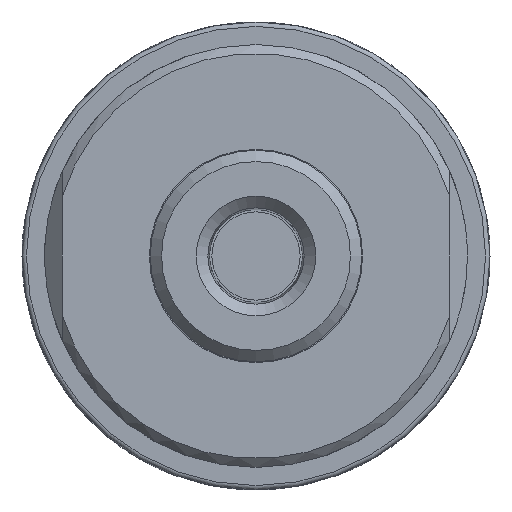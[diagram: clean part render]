
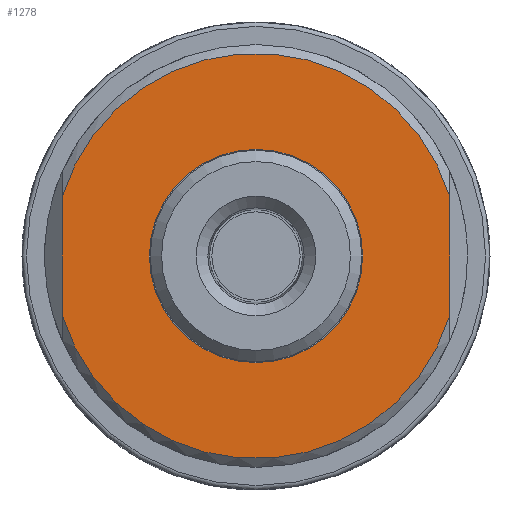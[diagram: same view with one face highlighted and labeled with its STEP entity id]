
A CAD part, left-side view. The second image highlights one B-rep face of the part: STEP entity #1278.
In plain terms, the highlighted planar face has unit normal (-1, 0, 0).
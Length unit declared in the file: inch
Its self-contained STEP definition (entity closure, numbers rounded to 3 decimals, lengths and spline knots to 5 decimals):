
#74=FACE_BOUND('',#486,.T.);
#121=LINE('',#1798,#191);
#126=LINE('',#1826,#196);
#191=VECTOR('',#1485,0.41926);
#196=VECTOR('',#1508,0.41926);
#265=PLANE('',#1381);
#394=FACE_OUTER_BOUND('',#485,.T.);
#485=EDGE_LOOP('',(#956,#957,#958,#959));
#486=EDGE_LOOP('',(#960));
#558=CIRCLE('',#1355,0.71875);
#570=CIRCLE('',#1380,0.37813);
#571=CIRCLE('',#1382,0.71875);
#607=VERTEX_POINT('',#1793);
#608=VERTEX_POINT('',#1797);
#615=VERTEX_POINT('',#1817);
#616=VERTEX_POINT('',#1825);
#628=VERTEX_POINT('',#1863);
#729=EDGE_CURVE('',#608,#607,#121,.T.);
#738=EDGE_CURVE('',#608,#615,#558,.T.);
#741=EDGE_CURVE('',#616,#615,#126,.T.);
#754=EDGE_CURVE('',#628,#628,#570,.T.);
#755=EDGE_CURVE('',#616,#607,#571,.T.);
#956=ORIENTED_EDGE('',*,*,#729,.T.);
#957=ORIENTED_EDGE('',*,*,#755,.F.);
#958=ORIENTED_EDGE('',*,*,#741,.T.);
#959=ORIENTED_EDGE('',*,*,#738,.F.);
#960=ORIENTED_EDGE('',*,*,#754,.F.);
#1278=ADVANCED_FACE('',(#394,#74),#265,.T.);
#1355=AXIS2_PLACEMENT_3D('',#1818,#1501,#1502);
#1380=AXIS2_PLACEMENT_3D('',#1864,#1553,#1554);
#1381=AXIS2_PLACEMENT_3D('',#1865,#1555,#1556);
#1382=AXIS2_PLACEMENT_3D('',#1866,#1557,#1558);
#1485=DIRECTION('',(0.,0.,1.));
#1501=DIRECTION('center_axis',(1.,0.,0.));
#1502=DIRECTION('ref_axis',(0.,1.,0.));
#1508=DIRECTION('',(0.,0.,-1.));
#1553=DIRECTION('center_axis',(-1.,0.,0.));
#1554=DIRECTION('ref_axis',(0.,1.,0.));
#1555=DIRECTION('center_axis',(-1.,0.,0.));
#1556=DIRECTION('ref_axis',(0.,0.,1.));
#1557=DIRECTION('center_axis',(1.,0.,0.));
#1558=DIRECTION('ref_axis',(0.,1.,0.));
#1793=CARTESIAN_POINT('',(2.,-0.6875,0.20963));
#1797=CARTESIAN_POINT('',(2.,-0.6875,-0.20963));
#1798=CARTESIAN_POINT('',(2.,-0.6875,-0.375));
#1817=CARTESIAN_POINT('',(2.,0.6875,-0.20963));
#1818=CARTESIAN_POINT('Origin',(2.,0.,0.));
#1825=CARTESIAN_POINT('',(2.,0.6875,0.20963));
#1826=CARTESIAN_POINT('',(2.,0.6875,0.375));
#1863=CARTESIAN_POINT('',(2.,-0.37813,0.));
#1864=CARTESIAN_POINT('Origin',(2.,0.,0.));
#1865=CARTESIAN_POINT('Origin',(2.,-0.3625,0.));
#1866=CARTESIAN_POINT('Origin',(2.,0.,0.));
